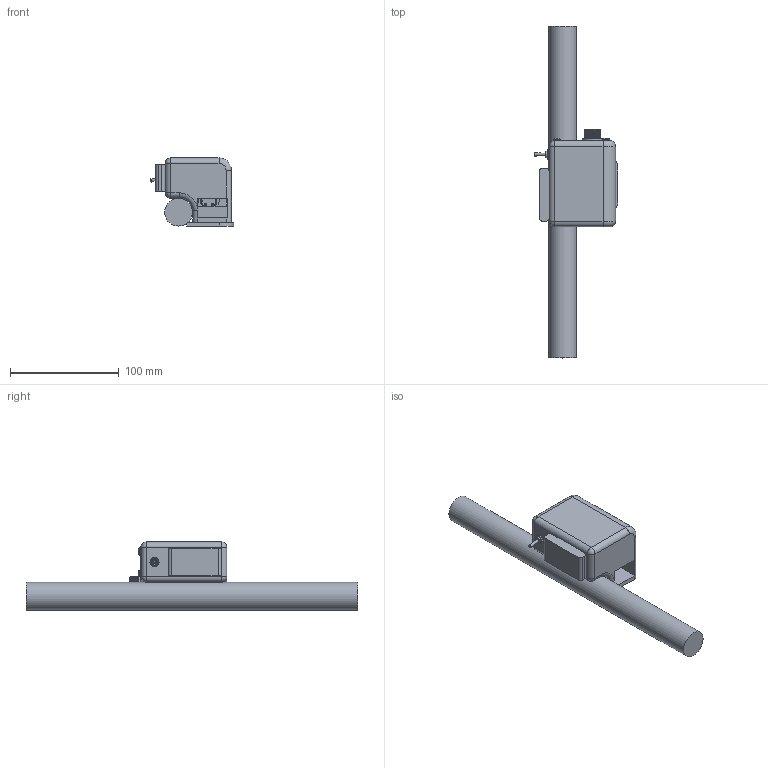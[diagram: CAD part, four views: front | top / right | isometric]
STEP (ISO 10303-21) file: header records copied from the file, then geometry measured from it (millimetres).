
FILE_DESCRIPTION(/* description */ (''),/* implementation_level */ '2;1');
FILE_NAME(/* name */ '4WD Engagement Switch Model v19.step',/* time_stamp */ '2024-02-07T21:04:05-05:00',/* author */ (''),/* organization */ (''),/* preprocessor_version */ 'ST-DEVELOPER v20',/* originating_system */ 'Autodesk Translation Framework v12.14.0.127',/* authorisation */ '');
FILE_SCHEMA (('AUTOMOTIVE_DESIGN { 1 0 10303 214 3 1 1 }'));
Length unit declared in the file: millimetre
Products named in the file (15): 4WD Engagement Switch Model; Aviation Plugs; 4 pin aviation f; 4 pin aviation nut; 4 pin aviation f plastic; 6mm SPDT Mini Toggle Switch; Body; Body001; Body002; Body003; Body004; Body005; Array; Body006; M4 x 6mm
Assembly tree (19 placements, depth 4):
  4WD Engagement Switch Model
    Aviation Plugs
      4 pin aviation f
      4 pin aviation nut
      4 pin aviation f plastic
    6mm SPDT Mini Toggle Switch
      Body
      Body001
      Body002
      Body003
      Body004
      Body005
      Array
        Body006  x3
    M4 x 6mm  x4
Bounding box: 76.79 x 304.8 x 62.51 mm (x, y, z)
Volume: 291579 mm3; surface area: 90229.8 mm2
Topology: 21 solids, 21 shells, 613 faces, 1705 edges, 1141 vertices
Faces by surface type: plane 322, cylinder 216, cone 30, bspline 22, torus 14, sphere 9
Full cylindrical faces by diameter (mm): 1.4 x4, 1.84 x8, 3.356 x44, 3.9 x1, 4.5 x4, 5.8 x2, 6 x4, 6.25 x1, 6.3 x4, 9 x1, 12.7 x2, 13 x1, 14.1 x2, 15 x7, 15.009 x5, 15.896 x2, 16 x1, 19 x1, 25.4 x1
Entity records: 28143 total; most frequent: CARTESIAN_POINT 16480, ORIENTED_EDGE 2346, DIRECTION 2286, EDGE_CURVE 1173, AXIS2_PLACEMENT_3D 822, VERTEX_POINT 750, LINE 642, VECTOR 642
